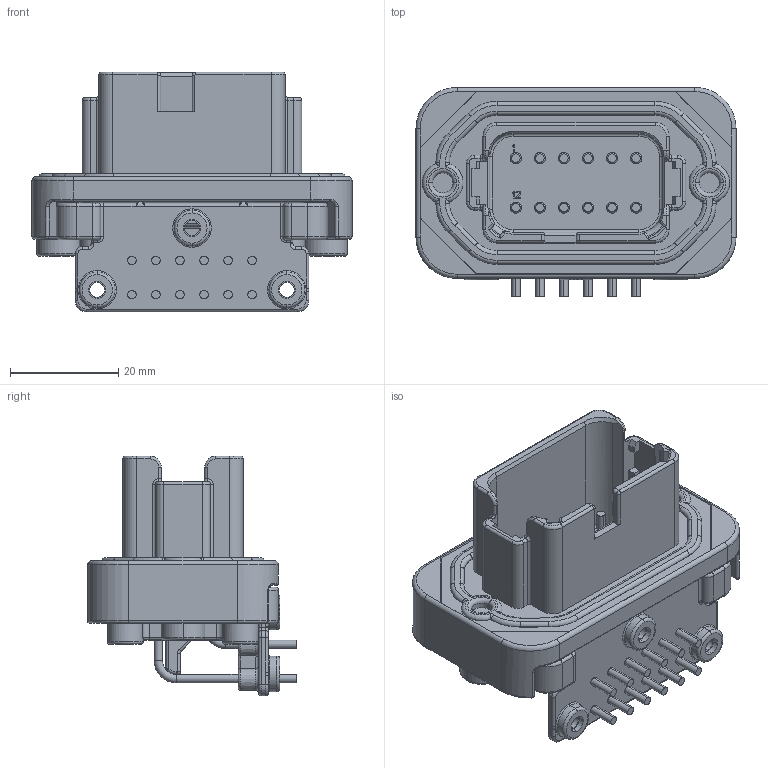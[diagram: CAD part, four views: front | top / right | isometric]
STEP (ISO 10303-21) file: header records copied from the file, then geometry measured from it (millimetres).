
FILE_DESCRIPTION((''),'2;1');
FILE_NAME('C-DT13-12PA-B016','2019-11-08T03:56:28',('workeradm'),('TE Connectivity Ltd.'),'CREO PARAMETRIC BY PTC INC, 2019030','CREO PARAMETRIC BY PTC INC, 2019030','');
FILE_SCHEMA(('AUTOMOTIVE_DESIGN { 1 0 10303 214 1 1 1 1 }'));
Length unit declared in the file: millimetre
Products named in the file (1): C-DT13-12PA-B016
Bounding box: 59.18 x 38.63 x 44.32 mm (x, y, z)
Volume: 28492.6 mm3; surface area: 15910.3 mm2
Topology: 1 solids, 1 shells, 982 faces, 2425 edges, 1480 vertices
Faces by surface type: cylinder 374, plane 295, torus 204, cone 52, bspline 49, sphere 8
Entity records: 40799 total; most frequent: CARTESIAN_POINT 17005, DIRECTION 5129, ORIENTED_EDGE 4850, EDGE_CURVE 2425, AXIS2_PLACEMENT_3D 2017, VERTEX_POINT 1480, VECTOR 1095, LINE 1095
